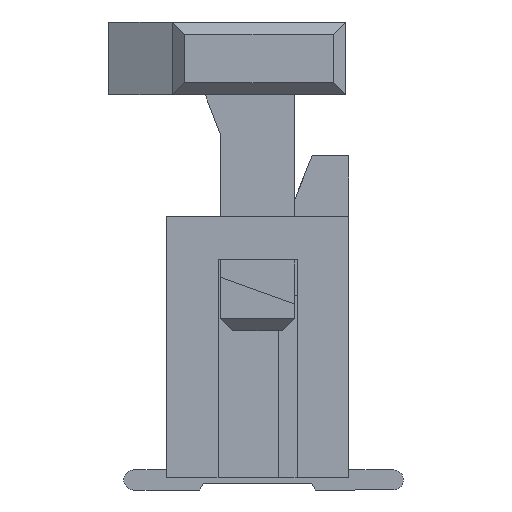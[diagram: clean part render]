
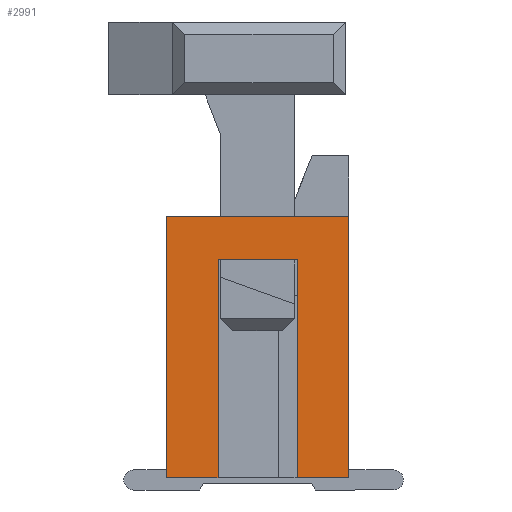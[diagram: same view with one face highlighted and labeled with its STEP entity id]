
A CAD part, left-side view. The second image highlights one B-rep face of the part: STEP entity #2991.
In plain terms, the highlighted planar face has unit normal (-1, 0, 0).
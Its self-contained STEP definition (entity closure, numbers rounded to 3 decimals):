
#2501 = VERTEX_POINT('',#2502);
#2502 = CARTESIAN_POINT('',(-10.3,1.474,4.5));
#2508 = EDGE_CURVE('',#2501,#2509,#2511,.T.);
#2509 = VERTEX_POINT('',#2510);
#2510 = CARTESIAN_POINT('',(-10.3,-1.526,4.5));
#2511 = LINE('',#2512,#2513);
#2512 = CARTESIAN_POINT('',(-10.3,-1.526,4.5));
#2513 = VECTOR('',#2514,1.);
#2514 = DIRECTION('',(0.,-1.,0.));
#2902 = VERTEX_POINT('',#2903);
#2903 = CARTESIAN_POINT('',(-10.3,1.474,0.2));
#2909 = EDGE_CURVE('',#2501,#2902,#2910,.T.);
#2910 = LINE('',#2911,#2912);
#2911 = CARTESIAN_POINT('',(-10.3,1.474,4.5));
#2912 = VECTOR('',#2913,1.);
#2913 = DIRECTION('',(0.,0.,-1.));
#2991 = ADVANCED_FACE('',(#2992),#3042,.F.);
#2992 = FACE_BOUND('',#2993,.T.);
#2993 = EDGE_LOOP('',(#2994,#3004,#3012,#3020,#3026,#3027,#3028,#3036));
#2994 = ORIENTED_EDGE('',*,*,#2995,.F.);
#2995 = EDGE_CURVE('',#2996,#2998,#3000,.T.);
#2996 = VERTEX_POINT('',#2997);
#2997 = CARTESIAN_POINT('',(-10.3,-0.676,3.8));
#2998 = VERTEX_POINT('',#2999);
#2999 = CARTESIAN_POINT('',(-10.3,0.624,3.8));
#3000 = LINE('',#3001,#3002);
#3001 = CARTESIAN_POINT('',(-10.3,0.624,3.8));
#3002 = VECTOR('',#3003,1.);
#3003 = DIRECTION('',(0.,1.,0.));
#3004 = ORIENTED_EDGE('',*,*,#3005,.F.);
#3005 = EDGE_CURVE('',#3006,#2996,#3008,.T.);
#3006 = VERTEX_POINT('',#3007);
#3007 = CARTESIAN_POINT('',(-10.3,-0.676,0.2));
#3008 = LINE('',#3009,#3010);
#3009 = CARTESIAN_POINT('',(-10.3,-0.676,3.8));
#3010 = VECTOR('',#3011,1.);
#3011 = DIRECTION('',(0.,0.,1.));
#3012 = ORIENTED_EDGE('',*,*,#3013,.T.);
#3013 = EDGE_CURVE('',#3006,#3014,#3016,.T.);
#3014 = VERTEX_POINT('',#3015);
#3015 = CARTESIAN_POINT('',(-10.3,-1.526,0.2));
#3016 = LINE('',#3017,#3018);
#3017 = CARTESIAN_POINT('',(-10.3,-1.526,0.2));
#3018 = VECTOR('',#3019,1.);
#3019 = DIRECTION('',(0.,-1.,0.));
#3020 = ORIENTED_EDGE('',*,*,#3021,.F.);
#3021 = EDGE_CURVE('',#2509,#3014,#3022,.T.);
#3022 = LINE('',#3023,#3024);
#3023 = CARTESIAN_POINT('',(-10.3,-1.526,4.5));
#3024 = VECTOR('',#3025,1.);
#3025 = DIRECTION('',(0.,0.,-1.));
#3026 = ORIENTED_EDGE('',*,*,#2508,.F.);
#3027 = ORIENTED_EDGE('',*,*,#2909,.T.);
#3028 = ORIENTED_EDGE('',*,*,#3029,.T.);
#3029 = EDGE_CURVE('',#2902,#3030,#3032,.T.);
#3030 = VERTEX_POINT('',#3031);
#3031 = CARTESIAN_POINT('',(-10.3,0.624,0.2));
#3032 = LINE('',#3033,#3034);
#3033 = CARTESIAN_POINT('',(-10.3,-1.526,0.2));
#3034 = VECTOR('',#3035,1.);
#3035 = DIRECTION('',(0.,-1.,0.));
#3036 = ORIENTED_EDGE('',*,*,#3037,.F.);
#3037 = EDGE_CURVE('',#2998,#3030,#3038,.T.);
#3038 = LINE('',#3039,#3040);
#3039 = CARTESIAN_POINT('',(-10.3,0.624,3.8));
#3040 = VECTOR('',#3041,1.);
#3041 = DIRECTION('',(0.,0.,-1.));
#3042 = PLANE('',#3043);
#3043 = AXIS2_PLACEMENT_3D('',#3044,#3045,#3046);
#3044 = CARTESIAN_POINT('',(-10.3,-1.526,4.5));
#3045 = DIRECTION('',(1.,0.,0.));
#3046 = DIRECTION('',(0.,1.,0.));
